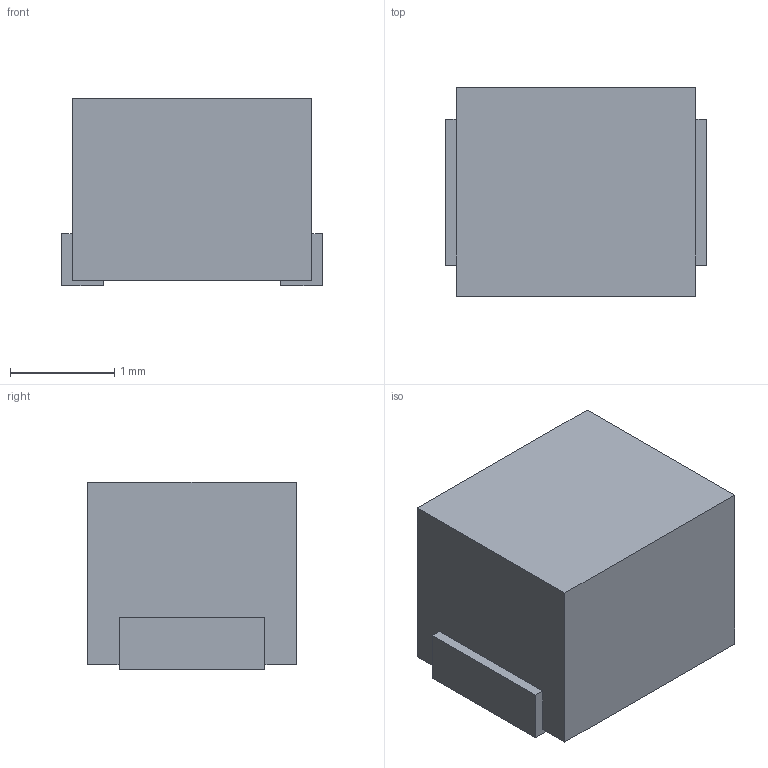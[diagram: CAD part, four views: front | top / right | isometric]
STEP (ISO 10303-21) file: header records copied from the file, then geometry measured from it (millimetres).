
FILE_DESCRIPTION(/* description */ ('Unknown'),/* implementation_level */ '2;1');
FILE_NAME(/* name */ 'L_Wurth_WE-GFH_2520',/* time_stamp */ '2022-03-07T14:17:18+08:00',/* author */ ('Unknown'),/* organization */ ('Unknown'),/* preprocessor_version */ 'ST-DEVELOPER v16.7',/* originating_system */ 'Solid Edge',/* authorisation */ 'Unknown');
FILE_SCHEMA (('AUTOMOTIVE_DESIGN {1 0 10303 214 3 1 1}'));
Length unit declared in the file: millimetre
Products named in the file (2): L_Wurth_WE-GFH_2520
Assembly tree (1 placements, depth 2):
  L_Wurth_WE-GFH_2520
    L_Wurth_WE-GFH_2520
Bounding box: 2.5 x 2 x 1.8 mm (x, y, z)
Volume: 8.2 mm3; surface area: 25.3 mm2
Topology: 1 solids, 1 shells, 18 faces, 48 edges, 32 vertices
Faces by surface type: plane 18
Entity records: 721 total; most frequent: CARTESIAN_POINT 100, ORIENTED_EDGE 96, DIRECTION 88, EDGE_CURVE 48, LINE 48, VECTOR 48, VERTEX_POINT 32, AXIS2_PLACEMENT_3D 20
